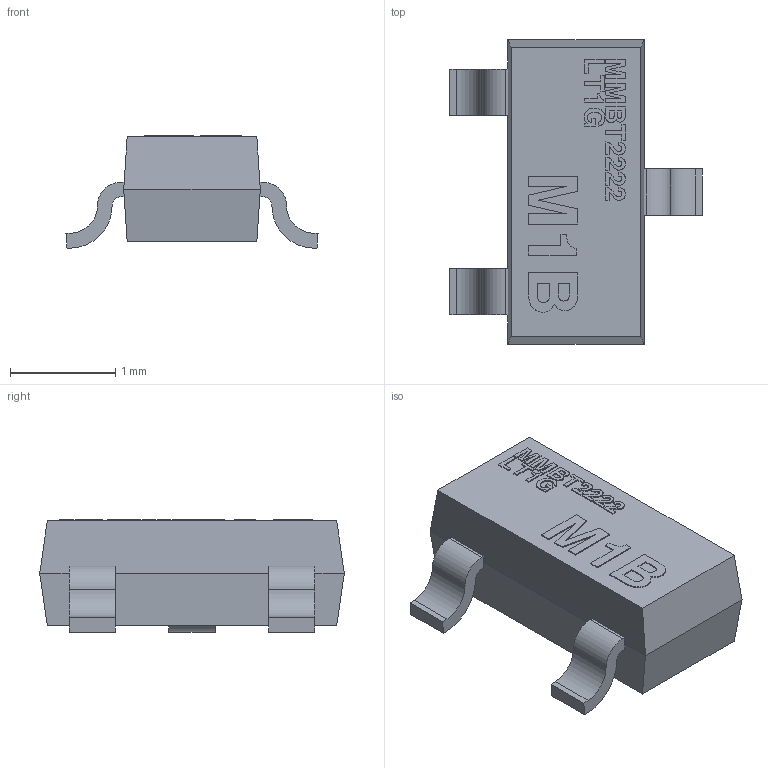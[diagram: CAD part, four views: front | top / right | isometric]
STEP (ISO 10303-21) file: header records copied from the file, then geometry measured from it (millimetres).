
FILE_DESCRIPTION(('FreeCAD Model'),'2;1');
FILE_NAME('ON_Semi_MMBT2222LT1G.step','2019-07-20T19:51:45',('Author'),(''), 'Open CASCADE STEP processor 7.3','FreeCAD','Unknown');
FILE_SCHEMA(('AUTOMOTIVE_DESIGN { 1 0 10303 214 1 1 1 1 }'));
Length unit declared in the file: millimetre
Products named in the file (1): MMBT2222LT1G
Bounding box: 2.4 x 2.9 x 1.07 mm (x, y, z)
Volume: 3.7 mm3; surface area: 18.1 mm2
Topology: 1 solids, 1 shells, 308 faces, 857 edges, 570 vertices
Faces by surface type: plane 166, extrusion 122, cylinder 12, bspline 8
Entity records: 12104 total; most frequent: CARTESIAN_POINT 2562, ORIENTED_EDGE 1714, DIRECTION 1091, EDGE_CURVE 857, VECTOR 685, VERTEX_POINT 570, LINE 563, B_SPLINE_CURVE_WITH_KNOTS 392
